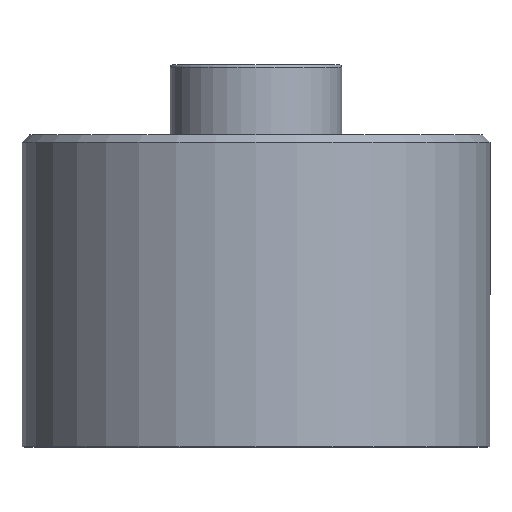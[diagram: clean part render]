
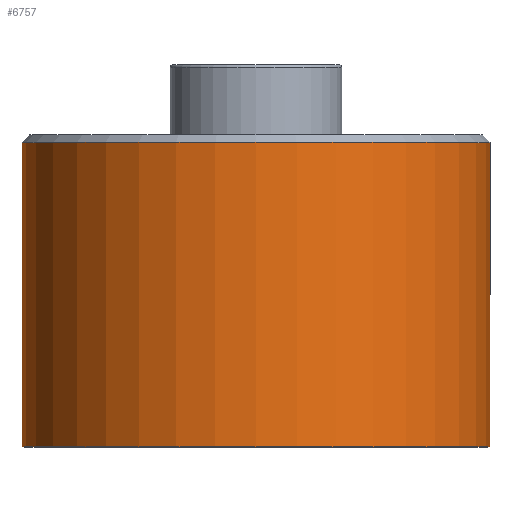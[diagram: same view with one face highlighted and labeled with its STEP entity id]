
A CAD part, top view. The second image highlights one B-rep face of the part: STEP entity #6757.
In plain terms, the highlighted cylindrical face has radius 15 mm (diameter 30 mm), a partial arc.
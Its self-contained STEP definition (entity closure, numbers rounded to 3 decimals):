
#73 = VERTEX_POINT ( 'NONE', #6073 ) ;
#213 = ORIENTED_EDGE ( 'NONE', *, *, #298, .T. ) ;
#261 = CARTESIAN_POINT ( 'NONE',  ( 15., 18., 0. ) ) ;
#298 = EDGE_CURVE ( 'NONE', #3889, #73, #8303, .T. ) ;
#1031 = DIRECTION ( 'NONE',  ( 1., 0., 0. ) ) ;
#1251 = DIRECTION ( 'NONE',  ( 0., -1., 0. ) ) ;
#1507 = CARTESIAN_POINT ( 'NONE',  ( 15., 0., 0. ) ) ;
#1559 = CIRCLE ( 'NONE', #8015, 15. ) ;
#2188 = AXIS2_PLACEMENT_3D ( 'NONE', #13003, #1251, #5846 ) ;
#2233 = CARTESIAN_POINT ( 'NONE',  ( 0., 19.5, 0. ) ) ;
#2902 = ORIENTED_EDGE ( 'NONE', *, *, #3795, .F. ) ;
#3042 = DIRECTION ( 'NONE',  ( 0., -1., 0. ) ) ;
#3283 = VERTEX_POINT ( 'NONE', #13059 ) ;
#3338 = CYLINDRICAL_SURFACE ( 'NONE', #2188, 15. ) ;
#3778 = VECTOR ( 'NONE', #14009, 1000. ) ;
#3795 = EDGE_CURVE ( 'NONE', #7993, #73, #8065, .T. ) ;
#3889 = VERTEX_POINT ( 'NONE', #6029 ) ;
#4207 = EDGE_CURVE ( 'NONE', #3283, #3889, #1559, .T. ) ;
#5237 = VECTOR ( 'NONE', #3042, 1000. ) ;
#5663 = CARTESIAN_POINT ( 'NONE',  ( 0., 0., 0. ) ) ;
#5846 = DIRECTION ( 'NONE',  ( 1., 0., 0. ) ) ;
#6029 = CARTESIAN_POINT ( 'NONE',  ( -15., 19.5, 0. ) ) ;
#6073 = CARTESIAN_POINT ( 'NONE',  ( -15., 0., 0. ) ) ;
#6354 = EDGE_CURVE ( 'NONE', #3283, #7993, #14125, .T. ) ;
#6757 = ADVANCED_FACE ( 'NONE', ( #12792 ), #3338, .T. ) ;
#6780 = DIRECTION ( 'NONE',  ( 0., -1., 0. ) ) ;
#7993 = VERTEX_POINT ( 'NONE', #1507 ) ;
#8015 = AXIS2_PLACEMENT_3D ( 'NONE', #2233, #15002, #11519 ) ;
#8065 = CIRCLE ( 'NONE', #11445, 15. ) ;
#8303 = LINE ( 'NONE', #9984, #5237 ) ;
#9984 = CARTESIAN_POINT ( 'NONE',  ( -15., 18., 0. ) ) ;
#11200 = ORIENTED_EDGE ( 'NONE', *, *, #6354, .F. ) ;
#11445 = AXIS2_PLACEMENT_3D ( 'NONE', #5663, #6780, #1031 ) ;
#11479 = ORIENTED_EDGE ( 'NONE', *, *, #4207, .T. ) ;
#11519 = DIRECTION ( 'NONE',  ( -1., 0., 0. ) ) ;
#12792 = FACE_OUTER_BOUND ( 'NONE', #14473, .T. ) ;
#13003 = CARTESIAN_POINT ( 'NONE',  ( 0., 18., 0. ) ) ;
#13059 = CARTESIAN_POINT ( 'NONE',  ( 15., 19.5, 0. ) ) ;
#14009 = DIRECTION ( 'NONE',  ( 0., -1., 0. ) ) ;
#14125 = LINE ( 'NONE', #261, #3778 ) ;
#14473 = EDGE_LOOP ( 'NONE', ( #11479, #213, #2902, #11200 ) ) ;
#15002 = DIRECTION ( 'NONE',  ( 0., -1., 0. ) ) ;
